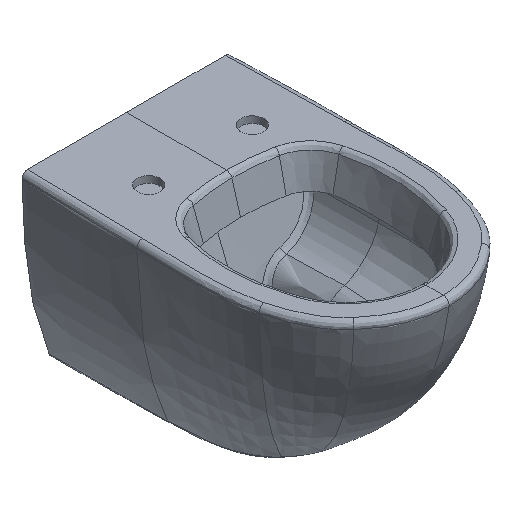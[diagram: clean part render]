
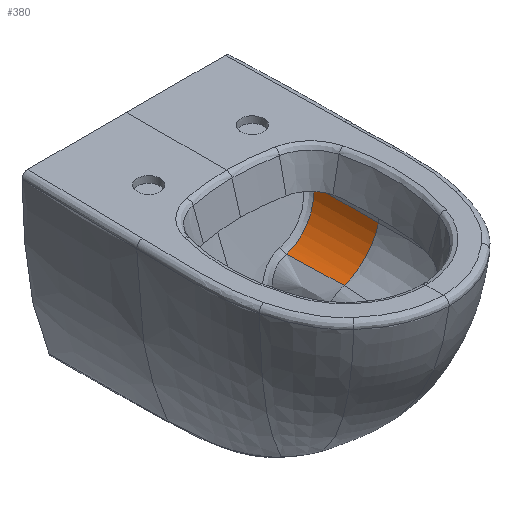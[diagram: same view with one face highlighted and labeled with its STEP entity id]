
A CAD part, isometric view. The second image highlights one B-rep face of the part: STEP entity #380.
In plain terms, the highlighted cylindrical face has radius 93.178 mm (diameter 186.355 mm), a partial arc.
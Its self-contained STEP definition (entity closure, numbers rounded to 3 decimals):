
#68=CYLINDRICAL_SURFACE('',#1576,93.178);
#171=B_SPLINE_CURVE_WITH_KNOTS('',3,(#3339,#3340,#3341,#3342,#3343,#3344),
 .UNSPECIFIED.,.F.,.F.,(4,2,4),(0.,0.5,1.),.UNSPECIFIED.);
#199=B_SPLINE_CURVE_WITH_KNOTS('',3,(#5836,#5837,#5838,#5839,#5840,#5841,
#5842,#5843,#5844,#5845,#5846),.UNSPECIFIED.,.F.,.F.,(4,1,1,1,1,1,1,1,4),
(0.,0.15,0.299,0.449,0.524,
0.598,0.748,0.898,1.),.UNSPECIFIED.);
#203=B_SPLINE_CURVE_WITH_KNOTS('',1,(#6456,#6457),.UNSPECIFIED.,.F.,.F.,
(2,2),(0.,1.),.UNSPECIFIED.);
#205=B_SPLINE_CURVE_WITH_KNOTS('',3,(#6461,#6462,#6463,#6464,#6465,#6466,
#6467,#6468,#6469,#6470,#6471,#6472,#6473,#6474),.UNSPECIFIED.,.F.,.F.,
(4,2,2,2,2,2,4),(0.,0.5,0.531,0.563,
0.625,0.75,1.),.UNSPECIFIED.);
#206=B_SPLINE_CURVE_WITH_KNOTS('',3,(#6476,#6477,#6478,#6479),
 .UNSPECIFIED.,.F.,.F.,(4,4),(0.,1.),.UNSPECIFIED.);
#380=ADVANCED_FACE('',(#486),#68,.F.);
#486=FACE_OUTER_BOUND('',#576,.T.);
#576=EDGE_LOOP('',(#764,#765,#766,#767,#768));
#764=ORIENTED_EDGE('',*,*,#1366,.T.);
#765=ORIENTED_EDGE('',*,*,#1327,.F.);
#766=ORIENTED_EDGE('',*,*,#1360,.F.);
#767=ORIENTED_EDGE('',*,*,#1364,.F.);
#768=ORIENTED_EDGE('',*,*,#1367,.T.);
#1165=VERTEX_POINT('',#2716);
#1166=VERTEX_POINT('',#3345);
#1188=VERTEX_POINT('',#5835);
#1191=VERTEX_POINT('',#6455);
#1192=VERTEX_POINT('',#6475);
#1327=EDGE_CURVE('',#1165,#1166,#171,.T.);
#1360=EDGE_CURVE('',#1188,#1165,#199,.T.);
#1364=EDGE_CURVE('',#1191,#1188,#203,.T.);
#1366=EDGE_CURVE('',#1192,#1166,#205,.T.);
#1367=EDGE_CURVE('',#1191,#1192,#206,.T.);
#1576=AXIS2_PLACEMENT_3D('',#6480,#1620,#1621);
#1620=DIRECTION('',(0.,-1.,0.));
#1621=DIRECTION('',(0.,0.,1.));
#2716=CARTESIAN_POINT('',(83.381,-294.621,-154.596));
#3339=CARTESIAN_POINT('',(83.381,-294.622,-154.596));
#3340=CARTESIAN_POINT('',(84.012,-278.189,-154.374));
#3341=CARTESIAN_POINT('',(84.174,-261.788,-154.314));
#3342=CARTESIAN_POINT('',(83.376,-229.066,-154.599));
#3343=CARTESIAN_POINT('',(82.45,-212.741,-154.931));
#3344=CARTESIAN_POINT('',(80.99,-196.453,-155.399));
#3345=CARTESIAN_POINT('',(80.99,-196.453,-155.399));
#5835=CARTESIAN_POINT('',(142.639,-294.621,-90.307));
#5836=CARTESIAN_POINT('',(142.639,-294.621,-90.307));
#5837=CARTESIAN_POINT('',(141.488,-294.621,-94.698));
#5838=CARTESIAN_POINT('',(138.544,-294.621,-103.31));
#5839=CARTESIAN_POINT('',(132.293,-294.621,-115.448));
#5840=CARTESIAN_POINT('',(125.667,-294.621,-124.697));
#5841=CARTESIAN_POINT('',(119.6,-294.621,-131.458));
#5842=CARTESIAN_POINT('',(113.056,-294.621,-137.759));
#5843=CARTESIAN_POINT('',(104.046,-294.621,-144.706));
#5844=CARTESIAN_POINT('',(93.391,-294.621,-150.676));
#5845=CARTESIAN_POINT('',(86.308,-294.621,-153.568));
#5846=CARTESIAN_POINT('',(83.381,-294.621,-154.596));
#6455=CARTESIAN_POINT('',(142.639,-185.676,-90.307));
#6456=CARTESIAN_POINT('',(142.639,-185.676,-90.307));
#6457=CARTESIAN_POINT('',(142.639,-294.621,-90.307));
#6461=CARTESIAN_POINT('',(142.38,-182.909,-91.276));
#6462=CARTESIAN_POINT('',(138.264,-187.818,-106.314));
#6463=CARTESIAN_POINT('',(130.435,-191.383,-119.862));
#6464=CARTESIAN_POINT('',(119.645,-193.745,-131.299));
#6465=CARTESIAN_POINT('',(118.94,-193.892,-132.024));
#6466=CARTESIAN_POINT('',(117.566,-194.161,-133.392));
#6467=CARTESIAN_POINT('',(116.868,-194.29,-134.065));
#6468=CARTESIAN_POINT('',(114.742,-194.662,-136.054));
#6469=CARTESIAN_POINT('',(113.282,-194.888,-137.338));
#6470=CARTESIAN_POINT('',(108.778,-195.502,-141.051));
#6471=CARTESIAN_POINT('',(105.612,-195.826,-143.345));
#6472=CARTESIAN_POINT('',(95.693,-196.537,-149.617));
#6473=CARTESIAN_POINT('',(88.516,-196.667,-152.983));
#6474=CARTESIAN_POINT('',(80.99,-196.453,-155.399));
#6475=CARTESIAN_POINT('',(142.38,-182.909,-91.276));
#6476=CARTESIAN_POINT('',(142.639,-185.676,-90.307));
#6477=CARTESIAN_POINT('',(142.556,-184.759,-90.625));
#6478=CARTESIAN_POINT('',(142.469,-183.837,-90.948));
#6479=CARTESIAN_POINT('',(142.38,-182.91,-91.276));
#6480=CARTESIAN_POINT('',(52.506,-182.239,-66.682));
